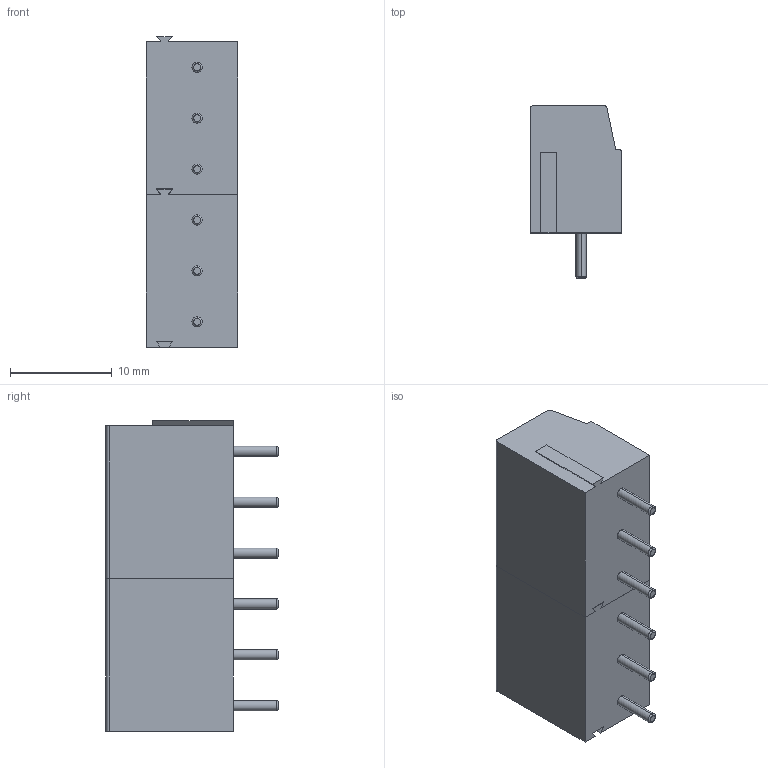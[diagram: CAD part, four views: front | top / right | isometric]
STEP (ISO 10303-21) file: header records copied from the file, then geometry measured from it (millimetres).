
FILE_DESCRIPTION (( 'STEP AP214' ), '1' );
FILE_NAME ('CUI_DEVICES_TB001-500-06BE.step', '2019-10-21T04:21:51', ( '' ), ( '' ), 'SwSTEP 2.0', 'SolidWorks 2019', '' );
FILE_SCHEMA (( 'AUTOMOTIVE_DESIGN' ));
Length unit declared in the file: millimetre
Products named in the file (2): CUI_DEVICES_TB001-500-06BE; TB001-500-03P_Blue - S
Assembly tree (2 placements, depth 2):
  CUI_DEVICES_TB001-500-06BE
    TB001-500-03P_Blue - S  x2
Bounding box: 9 x 16.9 x 30.5 mm (x, y, z)
Volume: 2852.6 mm3; surface area: 2582.8 mm2
Topology: 2 solids, 2 shells, 368 faces, 954 edges, 626 vertices
Faces by surface type: plane 200, cylinder 114, torus 42, cone 12
Entity records: 6541 total; most frequent: CARTESIAN_POINT 1315, ORIENTED_EDGE 954, DIRECTION 945, EDGE_CURVE 477, AXIS2_PLACEMENT_3D 339, VERTEX_POINT 313, LINE 267, VECTOR 267
